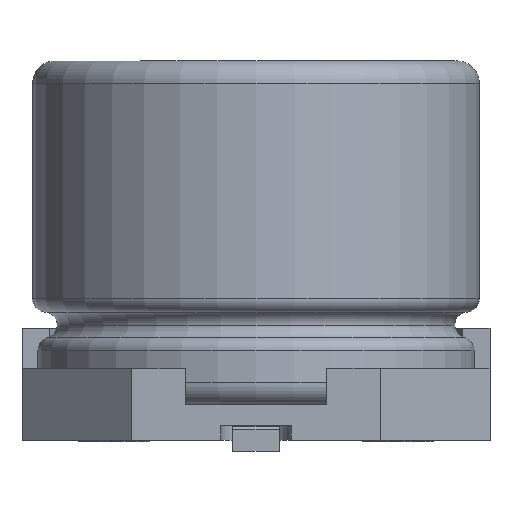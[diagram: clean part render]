
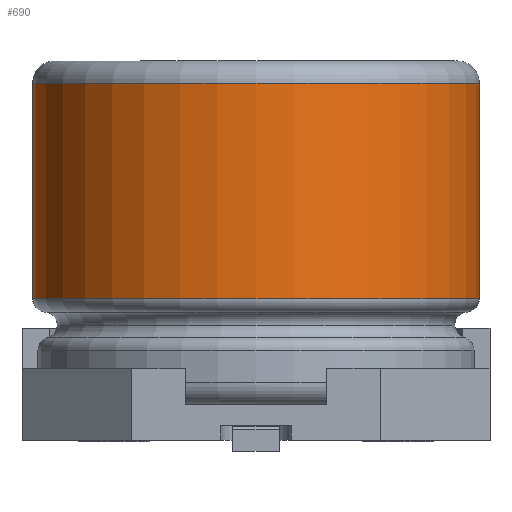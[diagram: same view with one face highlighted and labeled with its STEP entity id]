
A CAD part, front view. The second image highlights one B-rep face of the part: STEP entity #690.
In plain terms, the highlighted cylindrical face has radius 3.15 mm (diameter 6.3 mm), a full revolution.
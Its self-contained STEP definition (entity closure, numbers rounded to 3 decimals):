
#690 = ADVANCED_FACE( '', ( #1448, #1449 ), #1450, .T. );
#1448 = FACE_OUTER_BOUND( '', #2276, .T. );
#1449 = FACE_OUTER_BOUND( '', #2277, .T. );
#1450 = CYLINDRICAL_SURFACE( '', #2278, 3.15 );
#2276 = EDGE_LOOP( '', ( #4393 ) );
#2277 = EDGE_LOOP( '', ( #4394 ) );
#2278 = AXIS2_PLACEMENT_3D( '', #4395, #4396, #4397 );
#4393 = ORIENTED_EDGE( '', *, *, #5260, .T. );
#4394 = ORIENTED_EDGE( '', *, *, #5569, .T. );
#4395 = CARTESIAN_POINT( '', ( 0., 0., 9.9 ) );
#4396 = DIRECTION( '', ( 0., 0., -1. ) );
#4397 = DIRECTION( '', ( 1., 0., 0. ) );
#5260 = EDGE_CURVE( '', #6357, #6357, #6358, .T. );
#5569 = EDGE_CURVE( '', #6828, #6828, #6829, .T. );
#6357 = VERTEX_POINT( '', #7937 );
#6358 = CIRCLE( '', #7938, 3.15 );
#6828 = VERTEX_POINT( '', #8913 );
#6829 = CIRCLE( '', #8914, 3.15 );
#7937 = CARTESIAN_POINT( '', ( -3.15, 0., 4.535 ) );
#7938 = AXIS2_PLACEMENT_3D( '', #9894, #9895, #9896 );
#8913 = CARTESIAN_POINT( '', ( 3.15, 0., 1.499 ) );
#8914 = AXIS2_PLACEMENT_3D( '', #10136, #10137, #10138 );
#9894 = CARTESIAN_POINT( '', ( 0., 0., 4.535 ) );
#9895 = DIRECTION( '', ( 0., 0., -1. ) );
#9896 = DIRECTION( '', ( -1., 0., 0. ) );
#10136 = CARTESIAN_POINT( '', ( 0., 0., 1.499 ) );
#10137 = DIRECTION( '', ( 0., 0., 1. ) );
#10138 = DIRECTION( '', ( 1., 0., 0. ) );
